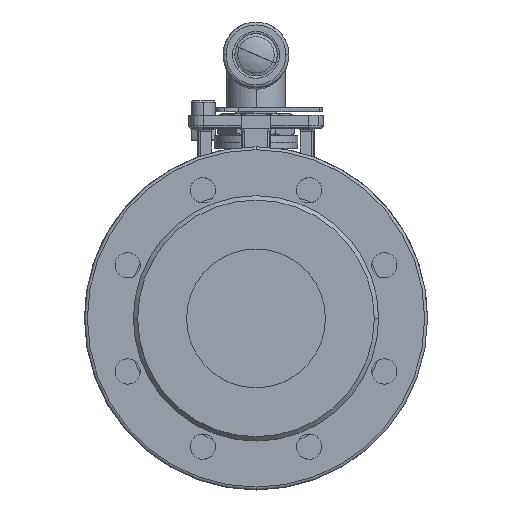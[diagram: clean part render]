
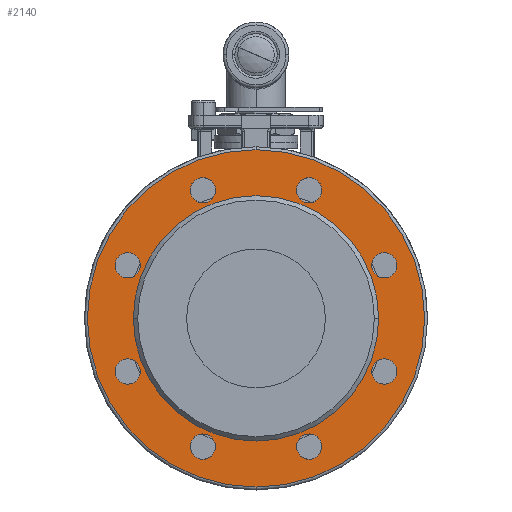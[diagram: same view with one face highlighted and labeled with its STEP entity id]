
A CAD part, left-side view. The second image highlights one B-rep face of the part: STEP entity #2140.
In plain terms, the highlighted planar face has unit normal (-1, 0, 0).
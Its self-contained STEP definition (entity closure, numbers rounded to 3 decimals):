
#2140=ADVANCED_FACE('',(#5052,#5053,#5054,#5055,#5056,#5057,#5058,#5059,#5060,#5061),#5062,.T.);
#5052=FACE_OUTER_BOUND('',#8813,.T.);
#5053=FACE_BOUND('',#8814,.T.);
#5054=FACE_BOUND('',#8815,.T.);
#5055=FACE_BOUND('',#8816,.T.);
#5056=FACE_BOUND('',#8817,.T.);
#5057=FACE_BOUND('',#8818,.T.);
#5058=FACE_BOUND('',#8819,.T.);
#5059=FACE_BOUND('',#8820,.T.);
#5060=FACE_BOUND('',#8821,.T.);
#5061=FACE_BOUND('',#8822,.T.);
#5062=PLANE('',#8823);
#8813=EDGE_LOOP('',(#60033,#60034));
#8814=EDGE_LOOP('',(#60035,#60036));
#8815=EDGE_LOOP('',(#60037,#60038));
#8816=EDGE_LOOP('',(#60039,#60040));
#8817=EDGE_LOOP('',(#60041,#60042));
#8818=EDGE_LOOP('',(#60043,#60044));
#8819=EDGE_LOOP('',(#60045,#60046));
#8820=EDGE_LOOP('',(#60047,#60048));
#8821=EDGE_LOOP('',(#60049,#60050));
#8822=EDGE_LOOP('',(#60051,#60052));
#8823=AXIS2_PLACEMENT_3D('',#60053,#60054,#60055);
#60033=ORIENTED_EDGE('',*,*,#68035,.F.);
#60034=ORIENTED_EDGE('',*,*,#66598,.F.);
#60035=ORIENTED_EDGE('',*,*,#67584,.T.);
#60036=ORIENTED_EDGE('',*,*,#67002,.T.);
#60037=ORIENTED_EDGE('',*,*,#66995,.T.);
#60038=ORIENTED_EDGE('',*,*,#67590,.T.);
#60039=ORIENTED_EDGE('',*,*,#66990,.T.);
#60040=ORIENTED_EDGE('',*,*,#67594,.T.);
#60041=ORIENTED_EDGE('',*,*,#66985,.T.);
#60042=ORIENTED_EDGE('',*,*,#67597,.T.);
#60043=ORIENTED_EDGE('',*,*,#66979,.T.);
#60044=ORIENTED_EDGE('',*,*,#67601,.T.);
#60045=ORIENTED_EDGE('',*,*,#66972,.T.);
#60046=ORIENTED_EDGE('',*,*,#67604,.T.);
#60047=ORIENTED_EDGE('',*,*,#66965,.T.);
#60048=ORIENTED_EDGE('',*,*,#67607,.T.);
#60049=ORIENTED_EDGE('',*,*,#66959,.T.);
#60050=ORIENTED_EDGE('',*,*,#67611,.T.);
#60051=ORIENTED_EDGE('',*,*,#66954,.T.);
#60052=ORIENTED_EDGE('',*,*,#67614,.T.);
#60053=CARTESIAN_POINT('',(-72.0,100.75,0.0));
#60054=DIRECTION('',(-1.0,0.0,0.0));
#60055=DIRECTION('',(0.0,0.0,1.0));
#66598=EDGE_CURVE('',#71499,#71502,#71503,.T.);
#66954=EDGE_CURVE('',#72125,#72123,#72126,.T.);
#66959=EDGE_CURVE('',#72134,#72131,#72135,.T.);
#66965=EDGE_CURVE('',#72145,#72142,#72146,.T.);
#66972=EDGE_CURVE('',#72158,#72155,#72159,.T.);
#66979=EDGE_CURVE('',#72171,#72168,#72172,.T.);
#66985=EDGE_CURVE('',#72182,#72179,#72183,.T.);
#66990=EDGE_CURVE('',#72190,#72187,#72191,.T.);
#66995=EDGE_CURVE('',#72199,#72196,#72200,.T.);
#67002=EDGE_CURVE('',#72206,#72210,#72212,.T.);
#67584=EDGE_CURVE('',#72210,#72206,#73072,.T.);
#67590=EDGE_CURVE('',#72196,#72199,#73078,.T.);
#67594=EDGE_CURVE('',#72187,#72190,#73082,.T.);
#67597=EDGE_CURVE('',#72179,#72182,#73085,.T.);
#67601=EDGE_CURVE('',#72168,#72171,#73090,.T.);
#67604=EDGE_CURVE('',#72155,#72158,#73093,.T.);
#67607=EDGE_CURVE('',#72142,#72145,#73096,.T.);
#67611=EDGE_CURVE('',#72131,#72134,#73101,.T.);
#67614=EDGE_CURVE('',#72123,#72125,#73104,.T.);
#68035=EDGE_CURVE('',#71502,#71499,#73630,.T.);
#71499=VERTEX_POINT('',#83520);
#71502=VERTEX_POINT('',#83523);
#71503=CIRCLE('',#83524,115.5);
#72123=VERTEX_POINT('',#84910);
#72125=VERTEX_POINT('',#84913);
#72126=CIRCLE('',#84914,8.647);
#72131=VERTEX_POINT('',#84920);
#72134=VERTEX_POINT('',#84924);
#72135=CIRCLE('',#84925,8.647);
#72142=VERTEX_POINT('',#84948);
#72145=VERTEX_POINT('',#84952);
#72146=CIRCLE('',#84953,8.647);
#72155=VERTEX_POINT('',#84978);
#72158=VERTEX_POINT('',#84982);
#72159=CIRCLE('',#84983,8.647);
#72168=VERTEX_POINT('',#85008);
#72171=VERTEX_POINT('',#85012);
#72172=CIRCLE('',#85013,8.647);
#72179=VERTEX_POINT('',#85034);
#72182=VERTEX_POINT('',#85038);
#72183=CIRCLE('',#85039,8.647);
#72187=VERTEX_POINT('',#85044);
#72190=VERTEX_POINT('',#85048);
#72191=CIRCLE('',#85049,8.647);
#72196=VERTEX_POINT('',#85055);
#72199=VERTEX_POINT('',#85059);
#72200=CIRCLE('',#85060,8.647);
#72206=VERTEX_POINT('',#85067);
#72210=VERTEX_POINT('',#85072);
#72212=CIRCLE('',#85075,84.0);
#73072=CIRCLE('',#86939,84.0);
#73078=CIRCLE('',#86945,8.647);
#73082=CIRCLE('',#86949,8.647);
#73085=CIRCLE('',#86952,8.647);
#73090=CIRCLE('',#86962,8.647);
#73093=CIRCLE('',#86965,8.647);
#73096=CIRCLE('',#86968,8.647);
#73101=CIRCLE('',#86988,8.647);
#73104=CIRCLE('',#86991,8.647);
#73630=CIRCLE('',#88405,115.5);
#83520=CARTESIAN_POINT('',(-72.0,0.,-115.5));
#83523=CARTESIAN_POINT('',(-72.0,0.,115.5));
#83524=AXIS2_PLACEMENT_3D('',#111621,#111622,#111623);
#84910=CARTESIAN_POINT('',(-72.0,36.355,-79.122));
#84913=CARTESIAN_POINT('',(-72.0,36.355,-96.416));
#84914=AXIS2_PLACEMENT_3D('',#112170,#112171,#112172);
#84920=CARTESIAN_POINT('',(-72.0,-36.355,-79.122));
#84924=CARTESIAN_POINT('',(-72.0,-36.355,-96.416));
#84925=AXIS2_PLACEMENT_3D('',#112178,#112179,#112180);
#84948=CARTESIAN_POINT('',(-72.0,-87.769,-27.708));
#84952=CARTESIAN_POINT('',(-72.0,-87.769,-45.002));
#84953=AXIS2_PLACEMENT_3D('',#112186,#112187,#112188);
#84978=CARTESIAN_POINT('',(-72.0,-87.769,45.002));
#84982=CARTESIAN_POINT('',(-72.0,-87.769,27.708));
#84983=AXIS2_PLACEMENT_3D('',#112197,#112198,#112199);
#85008=CARTESIAN_POINT('',(-72.0,-36.355,96.416));
#85012=CARTESIAN_POINT('',(-72.0,-36.355,79.122));
#85013=AXIS2_PLACEMENT_3D('',#112208,#112209,#112210);
#85034=CARTESIAN_POINT('',(-72.0,36.355,96.416));
#85038=CARTESIAN_POINT('',(-72.0,36.355,79.122));
#85039=AXIS2_PLACEMENT_3D('',#112216,#112217,#112218);
#85044=CARTESIAN_POINT('',(-72.0,87.769,45.002));
#85048=CARTESIAN_POINT('',(-72.0,87.769,27.708));
#85049=AXIS2_PLACEMENT_3D('',#112224,#112225,#112226);
#85055=CARTESIAN_POINT('',(-72.0,87.769,-27.708));
#85059=CARTESIAN_POINT('',(-72.0,87.769,-45.002));
#85060=AXIS2_PLACEMENT_3D('',#112232,#112233,#112234);
#85067=CARTESIAN_POINT('',(-72.0,84.0,0.));
#85072=CARTESIAN_POINT('',(-72.0,-84.0,0.));
#85075=AXIS2_PLACEMENT_3D('',#112244,#112245,#112246);
#86939=AXIS2_PLACEMENT_3D('',#112894,#112895,#112896);
#86945=AXIS2_PLACEMENT_3D('',#112906,#112907,#112908);
#86949=AXIS2_PLACEMENT_3D('',#112915,#112916,#112917);
#86952=AXIS2_PLACEMENT_3D('',#112921,#112922,#112923);
#86962=AXIS2_PLACEMENT_3D('',#112927,#112928,#112929);
#86965=AXIS2_PLACEMENT_3D('',#112933,#112934,#112935);
#86968=AXIS2_PLACEMENT_3D('',#112939,#112940,#112941);
#86988=AXIS2_PLACEMENT_3D('',#112945,#112946,#112947);
#86991=AXIS2_PLACEMENT_3D('',#112951,#112952,#112953);
#88405=AXIS2_PLACEMENT_3D('',#113521,#113522,#113523);
#111621=CARTESIAN_POINT('',(-72.0,0.0,0.0));
#111622=DIRECTION('',(1.0,0.0,0.0));
#111623=DIRECTION('',(0.0,-1.0,0.));
#112170=CARTESIAN_POINT('',(-72.0,36.355,-87.769));
#112171=DIRECTION('',(1.0,0.0,-0.0));
#112172=DIRECTION('',(0.0,0.0,1.0));
#112178=CARTESIAN_POINT('',(-72.0,-36.355,-87.769));
#112179=DIRECTION('',(1.0,0.0,-0.0));
#112180=DIRECTION('',(0.0,0.0,1.0));
#112186=CARTESIAN_POINT('',(-72.0,-87.769,-36.355));
#112187=DIRECTION('',(1.0,0.0,-0.0));
#112188=DIRECTION('',(0.0,0.0,1.0));
#112197=CARTESIAN_POINT('',(-72.0,-87.769,36.355));
#112198=DIRECTION('',(1.0,0.0,-0.0));
#112199=DIRECTION('',(0.0,0.0,1.0));
#112208=CARTESIAN_POINT('',(-72.0,-36.355,87.769));
#112209=DIRECTION('',(1.0,0.0,-0.0));
#112210=DIRECTION('',(0.0,0.0,1.0));
#112216=CARTESIAN_POINT('',(-72.0,36.355,87.769));
#112217=DIRECTION('',(1.0,0.0,-0.0));
#112218=DIRECTION('',(0.0,0.0,1.0));
#112224=CARTESIAN_POINT('',(-72.0,87.769,36.355));
#112225=DIRECTION('',(1.0,0.0,-0.0));
#112226=DIRECTION('',(0.0,0.0,1.0));
#112232=CARTESIAN_POINT('',(-72.0,87.769,-36.355));
#112233=DIRECTION('',(1.0,0.0,-0.0));
#112234=DIRECTION('',(0.0,0.0,1.0));
#112244=CARTESIAN_POINT('',(-72.0,0.0,0.0));
#112245=DIRECTION('',(1.0,0.0,0.0));
#112246=DIRECTION('',(0.0,1.0,0.0));
#112894=CARTESIAN_POINT('',(-72.0,0.0,0.0));
#112895=DIRECTION('',(1.0,0.0,0.0));
#112896=DIRECTION('',(0.0,1.0,0.0));
#112906=CARTESIAN_POINT('',(-72.0,87.769,-36.355));
#112907=DIRECTION('',(1.0,0.0,-0.0));
#112908=DIRECTION('',(0.0,0.0,1.0));
#112915=CARTESIAN_POINT('',(-72.0,87.769,36.355));
#112916=DIRECTION('',(1.0,0.0,-0.0));
#112917=DIRECTION('',(0.0,0.0,1.0));
#112921=CARTESIAN_POINT('',(-72.0,36.355,87.769));
#112922=DIRECTION('',(1.0,0.0,-0.0));
#112923=DIRECTION('',(0.0,0.0,1.0));
#112927=CARTESIAN_POINT('',(-72.0,-36.355,87.769));
#112928=DIRECTION('',(1.0,0.0,-0.0));
#112929=DIRECTION('',(0.0,0.0,1.0));
#112933=CARTESIAN_POINT('',(-72.0,-87.769,36.355));
#112934=DIRECTION('',(1.0,0.0,-0.0));
#112935=DIRECTION('',(0.0,0.0,1.0));
#112939=CARTESIAN_POINT('',(-72.0,-87.769,-36.355));
#112940=DIRECTION('',(1.0,0.0,-0.0));
#112941=DIRECTION('',(0.0,0.0,1.0));
#112945=CARTESIAN_POINT('',(-72.0,-36.355,-87.769));
#112946=DIRECTION('',(1.0,0.0,-0.0));
#112947=DIRECTION('',(0.0,0.0,1.0));
#112951=CARTESIAN_POINT('',(-72.0,36.355,-87.769));
#112952=DIRECTION('',(1.0,0.0,-0.0));
#112953=DIRECTION('',(0.0,0.0,1.0));
#113521=CARTESIAN_POINT('',(-72.0,0.0,0.0));
#113522=DIRECTION('',(1.0,0.0,0.0));
#113523=DIRECTION('',(0.0,-1.0,0.));
